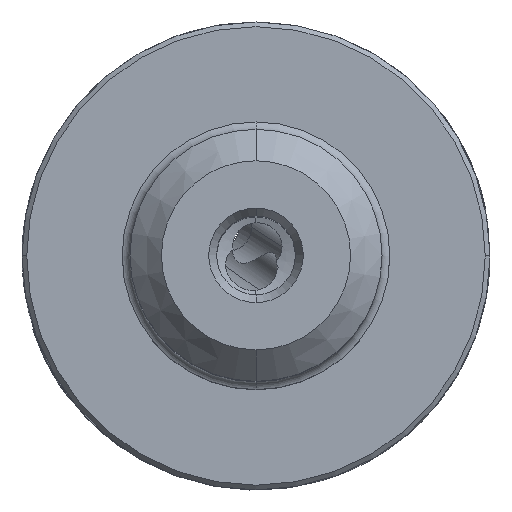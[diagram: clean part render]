
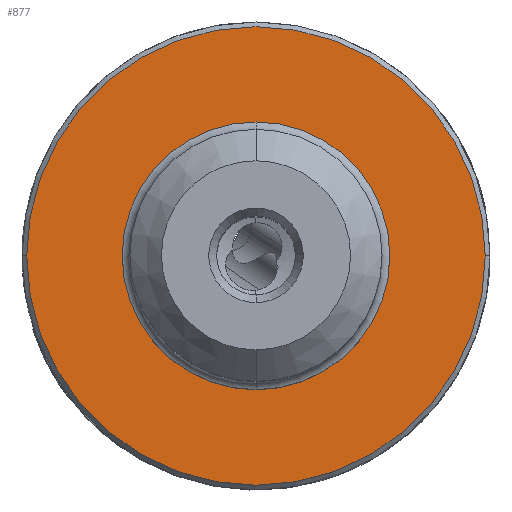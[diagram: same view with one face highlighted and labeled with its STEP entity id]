
A CAD part, top view. The second image highlights one B-rep face of the part: STEP entity #877.
In plain terms, the highlighted planar face has unit normal (0, 0, 1).
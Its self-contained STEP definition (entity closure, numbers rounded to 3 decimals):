
#231=FACE_BOUND('',#1358,.T.);
#232=FACE_BOUND('',#1359,.T.);
#287=PLANE('',#4675);
#877=ADVANCED_FACE('',(#231,#232),#287,.T.);
#1358=EDGE_LOOP('',(#2521,#2522));
#1359=EDGE_LOOP('',(#2523,#2524));
#1613=CIRCLE('',#4667,8.496);
#1616=CIRCLE('',#4671,8.496);
#1617=CIRCLE('',#4673,14.55);
#1618=CIRCLE('',#4674,14.55);
#2521=ORIENTED_EDGE('',*,*,#3884,.T.);
#2522=ORIENTED_EDGE('',*,*,#3885,.T.);
#2523=ORIENTED_EDGE('',*,*,#3883,.F.);
#2524=ORIENTED_EDGE('',*,*,#3880,.F.);
#3313=VERTEX_POINT('',#8118);
#3314=VERTEX_POINT('',#8119);
#3315=VERTEX_POINT('',#8126);
#3316=VERTEX_POINT('',#8127);
#3880=EDGE_CURVE('',#3313,#3314,#1613,.T.);
#3883=EDGE_CURVE('',#3314,#3313,#1616,.T.);
#3884=EDGE_CURVE('',#3315,#3316,#1617,.T.);
#3885=EDGE_CURVE('',#3316,#3315,#1618,.T.);
#4667=AXIS2_PLACEMENT_3D('',#8117,#5593,#5594);
#4671=AXIS2_PLACEMENT_3D('',#8123,#5601,#5602);
#4673=AXIS2_PLACEMENT_3D('',#8125,#5605,#5606);
#4674=AXIS2_PLACEMENT_3D('',#8128,#5607,#5608);
#4675=AXIS2_PLACEMENT_3D('',#8129,#5609,#5610);
#5593=DIRECTION('',(0.,0.,1.));
#5594=DIRECTION('',(0.,1.,0.));
#5601=DIRECTION('',(0.,0.,1.));
#5602=DIRECTION('',(0.,-1.,0.));
#5605=DIRECTION('',(0.,0.,1.));
#5606=DIRECTION('',(-1.,0.,0.));
#5607=DIRECTION('',(0.,0.,1.));
#5608=DIRECTION('',(1.,0.,0.));
#5609=DIRECTION('',(0.,0.,1.));
#5610=DIRECTION('',(0.,1.,0.));
#8117=CARTESIAN_POINT('',(0.,0.,0.));
#8118=CARTESIAN_POINT('',(0.,8.496,0.));
#8119=CARTESIAN_POINT('',(0.,-8.496,0.));
#8123=CARTESIAN_POINT('',(0.,0.,0.));
#8125=CARTESIAN_POINT('',(0.,0.,0.));
#8126=CARTESIAN_POINT('',(-14.55,0.,0.));
#8127=CARTESIAN_POINT('',(14.55,0.,0.));
#8128=CARTESIAN_POINT('',(0.,0.,0.));
#8129=CARTESIAN_POINT('',(0.,0.,0.));
